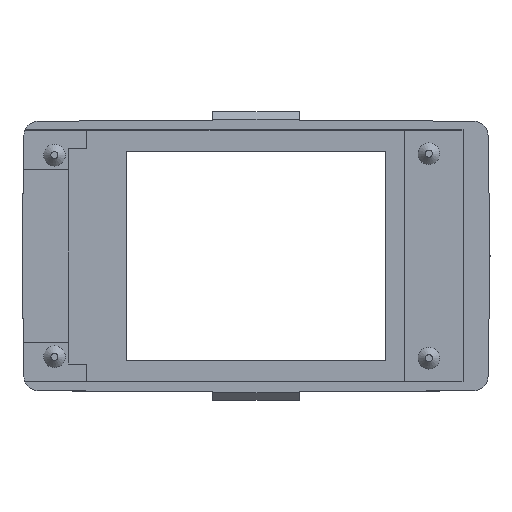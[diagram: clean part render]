
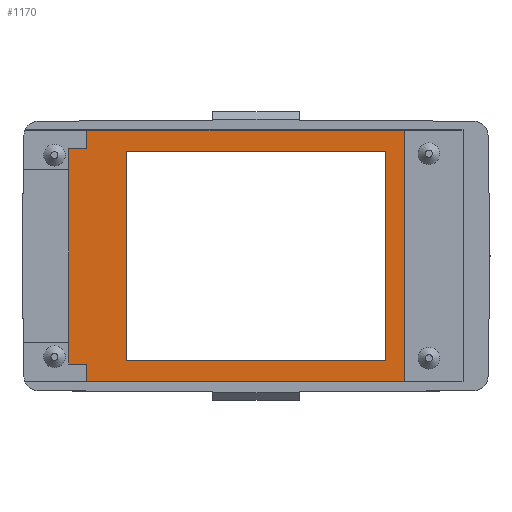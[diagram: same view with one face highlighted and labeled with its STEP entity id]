
A CAD part, top view. The second image highlights one B-rep face of the part: STEP entity #1170.
In plain terms, the highlighted planar face has unit normal (0, 0, 1).
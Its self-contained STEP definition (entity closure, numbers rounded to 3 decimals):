
#20=FACE_BOUND('',#202,.T.);
#62=PLANE('',#1272);
#134=FACE_OUTER_BOUND('',#201,.T.);
#201=EDGE_LOOP('',(#1075,#1076,#1077,#1078,#1079,#1080,#1081,#1082));
#202=EDGE_LOOP('',(#1083,#1084,#1085,#1086));
#286=LINE('',#1805,#424);
#296=LINE('',#1825,#434);
#330=LINE('',#1895,#468);
#333=LINE('',#1900,#471);
#334=LINE('',#1902,#472);
#335=LINE('',#1904,#473);
#337=LINE('',#1908,#475);
#338=LINE('',#1910,#476);
#339=LINE('',#1914,#477);
#340=LINE('',#1916,#478);
#341=LINE('',#1918,#479);
#342=LINE('',#1919,#480);
#424=VECTOR('',#1468,10.);
#434=VECTOR('',#1484,10.);
#468=VECTOR('',#1554,10.);
#471=VECTOR('',#1559,10.);
#472=VECTOR('',#1562,10.);
#473=VECTOR('',#1565,10.);
#475=VECTOR('',#1569,10.);
#476=VECTOR('',#1572,10.);
#477=VECTOR('',#1575,10.);
#478=VECTOR('',#1576,10.);
#479=VECTOR('',#1577,10.);
#480=VECTOR('',#1578,10.);
#586=VERTEX_POINT('',#1802);
#587=VERTEX_POINT('',#1804);
#593=VERTEX_POINT('',#1822);
#594=VERTEX_POINT('',#1824);
#611=VERTEX_POINT('',#1892);
#612=VERTEX_POINT('',#1894);
#613=VERTEX_POINT('',#1898);
#614=VERTEX_POINT('',#1906);
#615=VERTEX_POINT('',#1912);
#616=VERTEX_POINT('',#1913);
#617=VERTEX_POINT('',#1915);
#618=VERTEX_POINT('',#1917);
#722=EDGE_CURVE('',#586,#587,#286,.T.);
#732=EDGE_CURVE('',#593,#594,#296,.T.);
#766=EDGE_CURVE('',#611,#612,#330,.T.);
#769=EDGE_CURVE('',#613,#611,#333,.T.);
#770=EDGE_CURVE('',#587,#613,#334,.T.);
#771=EDGE_CURVE('',#594,#586,#335,.T.);
#773=EDGE_CURVE('',#614,#593,#337,.T.);
#774=EDGE_CURVE('',#612,#614,#338,.T.);
#775=EDGE_CURVE('',#615,#616,#339,.T.);
#776=EDGE_CURVE('',#617,#615,#340,.T.);
#777=EDGE_CURVE('',#618,#617,#341,.T.);
#778=EDGE_CURVE('',#616,#618,#342,.T.);
#1075=ORIENTED_EDGE('',*,*,#774,.F.);
#1076=ORIENTED_EDGE('',*,*,#766,.F.);
#1077=ORIENTED_EDGE('',*,*,#769,.F.);
#1078=ORIENTED_EDGE('',*,*,#770,.F.);
#1079=ORIENTED_EDGE('',*,*,#722,.F.);
#1080=ORIENTED_EDGE('',*,*,#771,.F.);
#1081=ORIENTED_EDGE('',*,*,#732,.F.);
#1082=ORIENTED_EDGE('',*,*,#773,.F.);
#1083=ORIENTED_EDGE('',*,*,#775,.F.);
#1084=ORIENTED_EDGE('',*,*,#776,.F.);
#1085=ORIENTED_EDGE('',*,*,#777,.F.);
#1086=ORIENTED_EDGE('',*,*,#778,.F.);
#1170=ADVANCED_FACE('',(#134,#20),#62,.F.);
#1272=AXIS2_PLACEMENT_3D('',#1911,#1573,#1574);
#1468=DIRECTION('',(-1.,0.,0.));
#1484=DIRECTION('',(1.,0.,0.));
#1554=DIRECTION('',(0.,1.,0.));
#1559=DIRECTION('',(-1.,0.,0.));
#1562=DIRECTION('',(0.,1.,0.));
#1565=DIRECTION('',(0.,-1.,0.));
#1569=DIRECTION('',(0.,1.,0.));
#1572=DIRECTION('',(1.,0.,0.));
#1573=DIRECTION('center_axis',(0.,0.,-1.));
#1574=DIRECTION('ref_axis',(-1.,0.,0.));
#1575=DIRECTION('',(-1.,0.,0.));
#1576=DIRECTION('',(0.,1.,0.));
#1577=DIRECTION('',(1.,0.,0.));
#1578=DIRECTION('',(0.,-1.,0.));
#1802=CARTESIAN_POINT('',(20.6,-17.5,0.6));
#1804=CARTESIAN_POINT('',(-23.5,-17.5,0.6));
#1805=CARTESIAN_POINT('',(20.6,-17.5,0.6));
#1822=CARTESIAN_POINT('',(-23.5,17.5,0.6));
#1824=CARTESIAN_POINT('',(20.6,17.5,0.6));
#1825=CARTESIAN_POINT('',(-23.5,17.5,0.6));
#1892=CARTESIAN_POINT('',(-26.,-15.,0.6));
#1894=CARTESIAN_POINT('',(-26.,15.,0.6));
#1895=CARTESIAN_POINT('',(-26.,15.,0.6));
#1898=CARTESIAN_POINT('',(-23.5,-15.,0.6));
#1900=CARTESIAN_POINT('',(-26.,-15.,0.6));
#1902=CARTESIAN_POINT('',(-23.5,-17.5,0.6));
#1904=CARTESIAN_POINT('',(20.6,17.5,0.6));
#1906=CARTESIAN_POINT('',(-23.5,15.,0.6));
#1908=CARTESIAN_POINT('',(-23.5,-17.5,0.6));
#1910=CARTESIAN_POINT('',(-23.5,15.,0.6));
#1911=CARTESIAN_POINT('Origin',(-2.7,0.,0.6));
#1912=CARTESIAN_POINT('',(18.,14.5,0.6));
#1913=CARTESIAN_POINT('',(-18.,14.5,0.6));
#1914=CARTESIAN_POINT('',(-10.35,14.5,0.6));
#1915=CARTESIAN_POINT('',(18.,-14.5,0.6));
#1916=CARTESIAN_POINT('',(18.,7.25,0.6));
#1917=CARTESIAN_POINT('',(-18.,-14.5,0.6));
#1918=CARTESIAN_POINT('',(7.65,-14.5,0.6));
#1919=CARTESIAN_POINT('',(-18.,-7.25,0.6));
